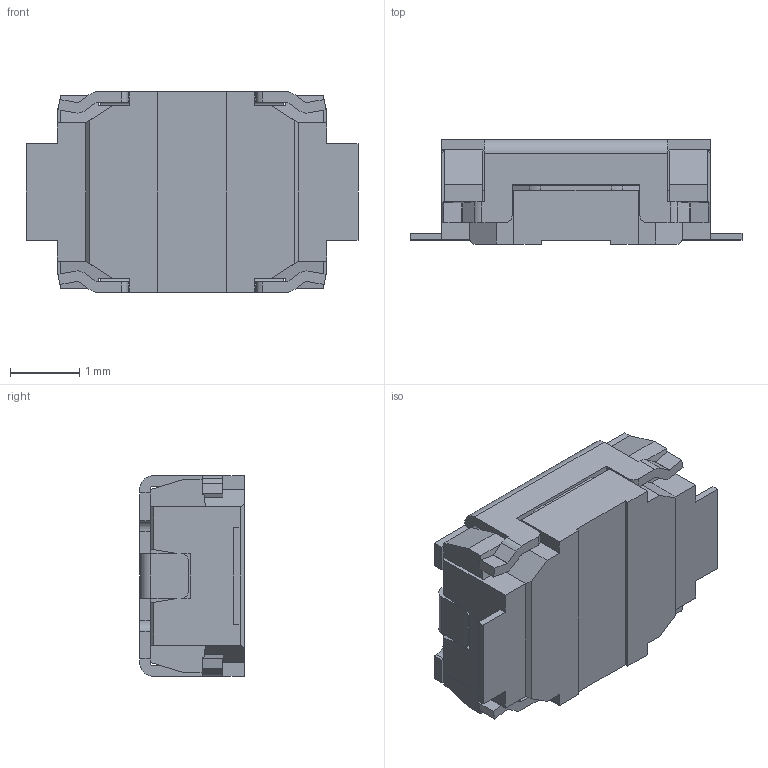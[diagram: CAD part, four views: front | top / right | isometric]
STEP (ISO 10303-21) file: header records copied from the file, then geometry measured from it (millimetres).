
FILE_DESCRIPTION (( 'STEP AP214' ), '1' );
FILE_NAME ('SKRKAG_1.STEP', '2025-03-30T15:22:42', ( '' ), ( '' ), 'SwSTEP 2.0', 'SolidWorks 2024', '' );
FILE_SCHEMA (( 'AUTOMOTIVE_DESIGN' ));
Length unit declared in the file: millimetre
Products named in the file (1): SKRKAG_1
Bounding box: 4.8 x 1.51 x 2.9 mm (x, y, z)
Volume: 14.7 mm3; surface area: 61.8 mm2
Topology: 1 solids, 1 shells, 233 faces, 685 edges, 442 vertices
Faces by surface type: plane 186, cylinder 42, cone 2, torus 2, sphere 1
Entity records: 10182 total; most frequent: CARTESIAN_POINT 1392, ORIENTED_EDGE 1364, DIRECTION 1220, EDGE_CURVE 682, LINE 588, VECTOR 588, VERTEX_POINT 440, AXIS2_PLACEMENT_3D 316
